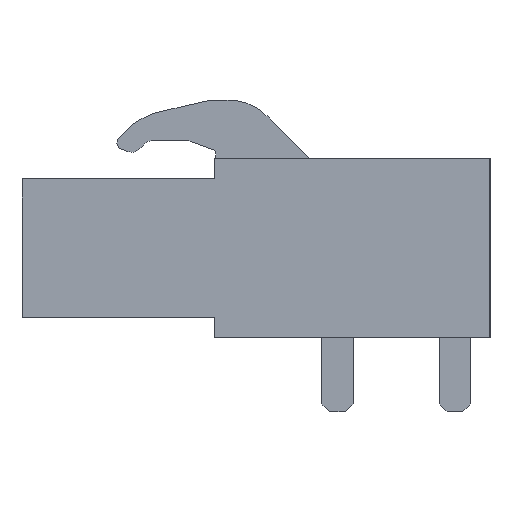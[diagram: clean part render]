
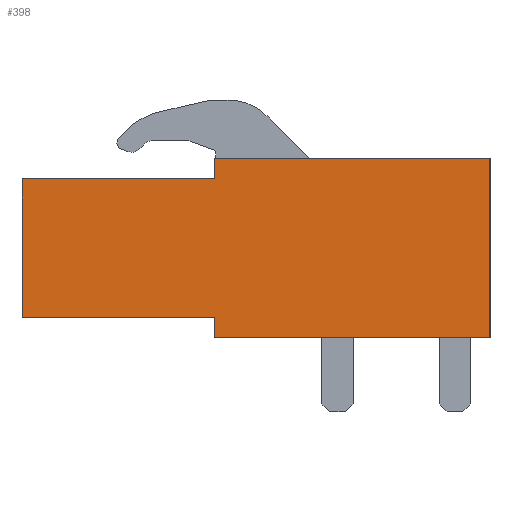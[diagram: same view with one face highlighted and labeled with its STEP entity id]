
A CAD part, left-side view. The second image highlights one B-rep face of the part: STEP entity #398.
In plain terms, the highlighted planar face has unit normal (-1, 0, 0).
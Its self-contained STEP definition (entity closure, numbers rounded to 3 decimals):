
#348=AXIS2_PLACEMENT_3D('Plane Axis2P3D',#345,#346,#347) ;
#40=CARTESIAN_POINT('Vertex',(0.,0.,3.2)) ;
#56=CARTESIAN_POINT('Vertex',(0.,0.,10.95)) ;
#59=CARTESIAN_POINT('Line Origine',(0.,0.,7.075)) ;
#89=CARTESIAN_POINT('Vertex',(0.,20.25,4.075)) ;
#92=CARTESIAN_POINT('Line Origine',(0.,20.25,7.075)) ;
#96=CARTESIAN_POINT('Vertex',(0.,20.25,10.075)) ;
#345=CARTESIAN_POINT('Axis2P3D Location',(0.,0.,3.2)) ;
#350=CARTESIAN_POINT('Line Origine',(0.,16.075,4.075)) ;
#354=CARTESIAN_POINT('Vertex',(0.,11.9,4.075)) ;
#357=CARTESIAN_POINT('Line Origine',(0.,11.9,3.638)) ;
#361=CARTESIAN_POINT('Vertex',(0.,11.9,3.2)) ;
#364=CARTESIAN_POINT('Line Origine',(0.,5.95,3.2)) ;
#369=CARTESIAN_POINT('Line Origine',(0.,5.95,10.95)) ;
#373=CARTESIAN_POINT('Vertex',(0.,11.9,10.95)) ;
#376=CARTESIAN_POINT('Line Origine',(0.,11.9,10.513)) ;
#380=CARTESIAN_POINT('Vertex',(0.,11.9,10.075)) ;
#383=CARTESIAN_POINT('Line Origine',(0.,16.075,10.075)) ;
#60=DIRECTION('Vector Direction',(0.,0.,1.)) ;
#93=DIRECTION('Vector Direction',(0.,0.,1.)) ;
#346=DIRECTION('Axis2P3D Direction',(-1.,0.,0.)) ;
#347=DIRECTION('Axis2P3D XDirection',(0.,0.,1.)) ;
#351=DIRECTION('Vector Direction',(0.,1.,0.)) ;
#358=DIRECTION('Vector Direction',(0.,0.,1.)) ;
#365=DIRECTION('Vector Direction',(0.,1.,0.)) ;
#370=DIRECTION('Vector Direction',(0.,1.,0.)) ;
#377=DIRECTION('Vector Direction',(0.,0.,-1.)) ;
#384=DIRECTION('Vector Direction',(0.,1.,0.)) ;
#61=VECTOR('Line Direction',#60,1.) ;
#94=VECTOR('Line Direction',#93,1.) ;
#352=VECTOR('Line Direction',#351,1.) ;
#359=VECTOR('Line Direction',#358,1.) ;
#366=VECTOR('Line Direction',#365,1.) ;
#371=VECTOR('Line Direction',#370,1.) ;
#378=VECTOR('Line Direction',#377,1.) ;
#385=VECTOR('Line Direction',#384,1.) ;
#389=ORIENTED_EDGE('',*,*,#356,.F.) ;
#390=ORIENTED_EDGE('',*,*,#363,.F.) ;
#391=ORIENTED_EDGE('',*,*,#368,.F.) ;
#392=ORIENTED_EDGE('',*,*,#63,.F.) ;
#393=ORIENTED_EDGE('',*,*,#375,.T.) ;
#394=ORIENTED_EDGE('',*,*,#382,.F.) ;
#395=ORIENTED_EDGE('',*,*,#387,.F.) ;
#396=ORIENTED_EDGE('',*,*,#98,.T.) ;
#398=ADVANCED_FACE('BLL 5.08/13/90 3.2 SN OR 1648420000',(#397),#349,.T.) ;
#63=EDGE_CURVE('',#57,#41,#62,.F.) ;
#98=EDGE_CURVE('',#97,#90,#95,.F.) ;
#356=EDGE_CURVE('',#355,#90,#353,.T.) ;
#363=EDGE_CURVE('',#362,#355,#360,.T.) ;
#368=EDGE_CURVE('',#41,#362,#367,.T.) ;
#375=EDGE_CURVE('',#57,#374,#372,.T.) ;
#382=EDGE_CURVE('',#381,#374,#379,.F.) ;
#387=EDGE_CURVE('',#97,#381,#386,.F.) ;
#388=EDGE_LOOP('',(#389,#390,#391,#392,#393,#394,#395,#396)) ;
#397=FACE_OUTER_BOUND('',#388,.T.) ;
#62=LINE('Line',#59,#61) ;
#95=LINE('Line',#92,#94) ;
#353=LINE('Line',#350,#352) ;
#360=LINE('Line',#357,#359) ;
#367=LINE('Line',#364,#366) ;
#372=LINE('Line',#369,#371) ;
#379=LINE('Line',#376,#378) ;
#386=LINE('Line',#383,#385) ;
#349=PLANE('',#348) ;
#41=VERTEX_POINT('',#40) ;
#57=VERTEX_POINT('',#56) ;
#90=VERTEX_POINT('',#89) ;
#97=VERTEX_POINT('',#96) ;
#355=VERTEX_POINT('',#354) ;
#362=VERTEX_POINT('',#361) ;
#374=VERTEX_POINT('',#373) ;
#381=VERTEX_POINT('',#380) ;
